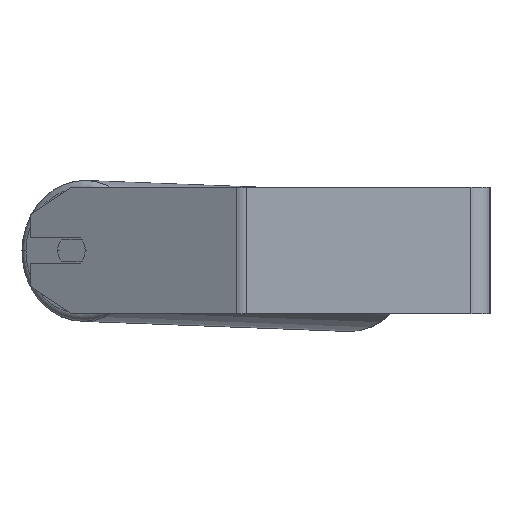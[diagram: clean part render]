
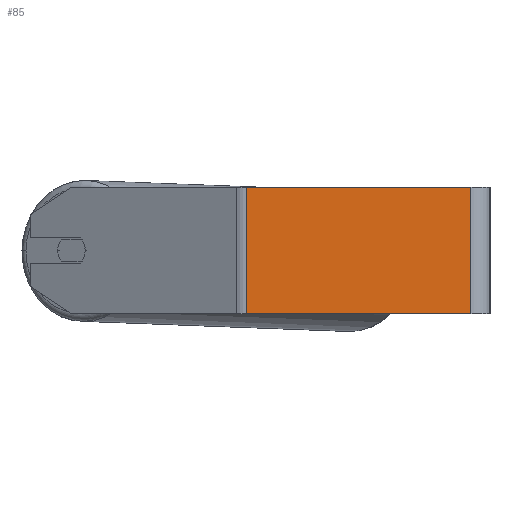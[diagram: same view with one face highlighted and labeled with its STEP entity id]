
A CAD part, left-side view. The second image highlights one B-rep face of the part: STEP entity #85.
In plain terms, the highlighted planar face has unit normal (-1, 0, 0).
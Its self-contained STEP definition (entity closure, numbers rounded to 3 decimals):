
#85 = ADVANCED_FACE ( 'NONE', ( #3269 ), #7177, .F. ) ;
#373 = CARTESIAN_POINT ( 'NONE',  ( -395., 157.024, 40. ) ) ;
#533 = CARTESIAN_POINT ( 'NONE',  ( -395., 157.024, 40. ) ) ;
#567 = DIRECTION ( 'NONE',  ( 0., 0., -1. ) ) ;
#599 = EDGE_CURVE ( 'NONE', #6308, #3642, #2435, .T. ) ;
#655 = CARTESIAN_POINT ( 'NONE',  ( -395., 12., -40. ) ) ;
#866 = VERTEX_POINT ( 'NONE', #6784 ) ;
#1031 = LINE ( 'NONE', #4456, #1340 ) ;
#1093 = EDGE_LOOP ( 'NONE', ( #2743, #4607, #5584, #5820 ) ) ;
#1340 = VECTOR ( 'NONE', #3900, 1000. ) ;
#2047 = EDGE_CURVE ( 'NONE', #866, #2689, #4462, .T. ) ;
#2201 = DIRECTION ( 'NONE',  ( 1., 0., 0. ) ) ;
#2244 = CARTESIAN_POINT ( 'NONE',  ( -395., 153.808, -40. ) ) ;
#2435 = LINE ( 'NONE', #3566, #2857 ) ;
#2567 = CARTESIAN_POINT ( 'NONE',  ( -395., 12., 40. ) ) ;
#2689 = VERTEX_POINT ( 'NONE', #2567 ) ;
#2743 = ORIENTED_EDGE ( 'NONE', *, *, #599, .T. ) ;
#2857 = VECTOR ( 'NONE', #6171, 1000. ) ;
#3269 = FACE_OUTER_BOUND ( 'NONE', #1093, .T. ) ;
#3284 = LINE ( 'NONE', #6714, #4986 ) ;
#3566 = CARTESIAN_POINT ( 'NONE',  ( -395., 157.024, -40. ) ) ;
#3642 = VERTEX_POINT ( 'NONE', #655 ) ;
#3893 = VECTOR ( 'NONE', #6713, 1000. ) ;
#3900 = DIRECTION ( 'NONE',  ( 0., 0., -1. ) ) ;
#4456 = CARTESIAN_POINT ( 'NONE',  ( -395., 153.808, 40. ) ) ;
#4462 = LINE ( 'NONE', #373, #3893 ) ;
#4544 = DIRECTION ( 'NONE',  ( 0., 0., -1. ) ) ;
#4607 = ORIENTED_EDGE ( 'NONE', *, *, #4705, .F. ) ;
#4705 = EDGE_CURVE ( 'NONE', #2689, #3642, #3284, .T. ) ;
#4986 = VECTOR ( 'NONE', #4544, 1000. ) ;
#5584 = ORIENTED_EDGE ( 'NONE', *, *, #2047, .F. ) ;
#5820 = ORIENTED_EDGE ( 'NONE', *, *, #6327, .T. ) ;
#6171 = DIRECTION ( 'NONE',  ( 0., -1., 0. ) ) ;
#6308 = VERTEX_POINT ( 'NONE', #2244 ) ;
#6327 = EDGE_CURVE ( 'NONE', #866, #6308, #1031, .T. ) ;
#6604 = AXIS2_PLACEMENT_3D ( 'NONE', #533, #2201, #567 ) ;
#6713 = DIRECTION ( 'NONE',  ( 0., -1., 0. ) ) ;
#6714 = CARTESIAN_POINT ( 'NONE',  ( -395., 12., 40. ) ) ;
#6784 = CARTESIAN_POINT ( 'NONE',  ( -395., 153.808, 40. ) ) ;
#7177 = PLANE ( 'NONE',  #6604 ) ;
